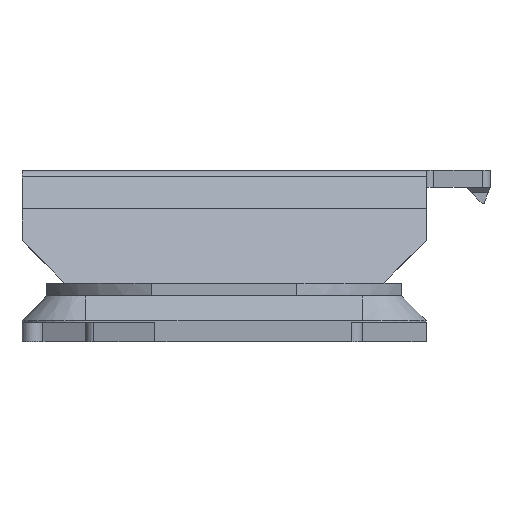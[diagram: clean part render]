
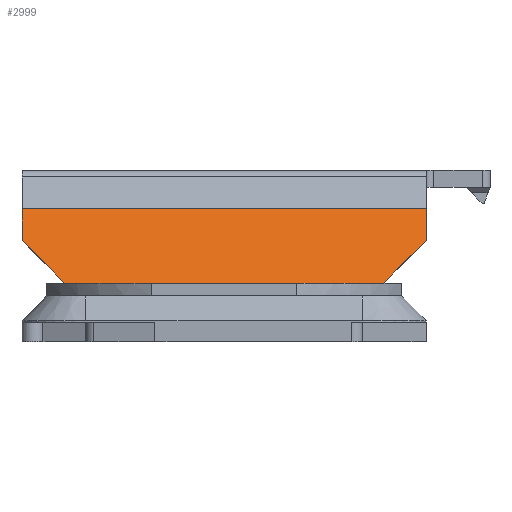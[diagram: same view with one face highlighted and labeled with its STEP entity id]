
A CAD part, front view. The second image highlights one B-rep face of the part: STEP entity #2999.
In plain terms, the highlighted planar face has unit normal (0, -0.924, 0.383).
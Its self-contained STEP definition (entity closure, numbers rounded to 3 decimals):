
#885 = PLANE('',#886);
#886 = AXIS2_PLACEMENT_3D('',#887,#888,#889);
#887 = CARTESIAN_POINT('',(-19.,0.,12.138));
#888 = DIRECTION('',(1.,0.,0.));
#889 = DIRECTION('',(0.,0.,1.));
#941 = PLANE('',#942);
#942 = AXIS2_PLACEMENT_3D('',#943,#944,#945);
#943 = CARTESIAN_POINT('',(19.,0.,12.138));
#944 = DIRECTION('',(1.,0.,0.));
#945 = DIRECTION('',(0.,0.,1.));
#1978 = VERTEX_POINT('',#1979);
#1979 = CARTESIAN_POINT('',(-19.,-11.79,9.5));
#1995 = PLANE('',#1996);
#1996 = AXIS2_PLACEMENT_3D('',#1997,#1998,#1999);
#1997 = CARTESIAN_POINT('',(-17.,-13.45,7.5));
#1998 = DIRECTION('',(0.707,0.,0.707));
#1999 = DIRECTION('',(0.,-1.,0.));
#2221 = VERTEX_POINT('',#2222);
#2222 = CARTESIAN_POINT('',(-19.,-10.545,12.5));
#2236 = PLANE('',#2237);
#2237 = AXIS2_PLACEMENT_3D('',#2238,#2239,#2240);
#2238 = CARTESIAN_POINT('',(19.,-9.075,16.1));
#2239 = DIRECTION('',(0.,-0.926,0.378
    ));
#2240 = DIRECTION('',(0.,-0.378,-0.926)
  );
#2248 = EDGE_CURVE('',#2221,#1978,#2249,.T.);
#2249 = SURFACE_CURVE('',#2250,(#2254,#2261),.PCURVE_S1.);
#2250 = LINE('',#2251,#2252);
#2251 = CARTESIAN_POINT('',(-19.,-10.545,12.5));
#2252 = VECTOR('',#2253,1.);
#2253 = DIRECTION('',(0.,-0.383,-0.924)
  );
#2254 = PCURVE('',#885,#2255);
#2255 = DEFINITIONAL_REPRESENTATION('',(#2256),#2260);
#2256 = LINE('',#2257,#2258);
#2257 = CARTESIAN_POINT('',(0.362,10.545));
#2258 = VECTOR('',#2259,1.);
#2259 = DIRECTION('',(-0.924,0.383));
#2260 = ( GEOMETRIC_REPRESENTATION_CONTEXT(2) 
PARAMETRIC_REPRESENTATION_CONTEXT() REPRESENTATION_CONTEXT('2D SPACE',''
  ) );
#2261 = PCURVE('',#2262,#2267);
#2262 = PLANE('',#2263);
#2263 = AXIS2_PLACEMENT_3D('',#2264,#2265,#2266);
#2264 = CARTESIAN_POINT('',(19.,-10.545,12.5));
#2265 = DIRECTION('',(0.,-0.924,0.383)
  );
#2266 = DIRECTION('',(0.,-0.383,-0.924)
  );
#2267 = DEFINITIONAL_REPRESENTATION('',(#2268),#2272);
#2268 = LINE('',#2269,#2270);
#2269 = CARTESIAN_POINT('',(0.,-38.));
#2270 = VECTOR('',#2271,1.);
#2271 = DIRECTION('',(1.,0.));
#2272 = ( GEOMETRIC_REPRESENTATION_CONTEXT(2) 
PARAMETRIC_REPRESENTATION_CONTEXT() REPRESENTATION_CONTEXT('2D SPACE',''
  ) );
#2334 = VERTEX_POINT('',#2335);
#2335 = CARTESIAN_POINT('',(19.,-10.545,12.5));
#2356 = EDGE_CURVE('',#2334,#2357,#2359,.T.);
#2357 = VERTEX_POINT('',#2358);
#2358 = CARTESIAN_POINT('',(19.,-11.79,9.5));
#2359 = SURFACE_CURVE('',#2360,(#2364,#2371),.PCURVE_S1.);
#2360 = LINE('',#2361,#2362);
#2361 = CARTESIAN_POINT('',(19.,-10.545,12.5));
#2362 = VECTOR('',#2363,1.);
#2363 = DIRECTION('',(0.,-0.383,-0.924)
  );
#2364 = PCURVE('',#941,#2365);
#2365 = DEFINITIONAL_REPRESENTATION('',(#2366),#2370);
#2366 = LINE('',#2367,#2368);
#2367 = CARTESIAN_POINT('',(0.362,10.545));
#2368 = VECTOR('',#2369,1.);
#2369 = DIRECTION('',(-0.924,0.383));
#2370 = ( GEOMETRIC_REPRESENTATION_CONTEXT(2) 
PARAMETRIC_REPRESENTATION_CONTEXT() REPRESENTATION_CONTEXT('2D SPACE',''
  ) );
#2371 = PCURVE('',#2262,#2372);
#2372 = DEFINITIONAL_REPRESENTATION('',(#2373),#2377);
#2373 = LINE('',#2374,#2375);
#2374 = CARTESIAN_POINT('',(0.,0.));
#2375 = VECTOR('',#2376,1.);
#2376 = DIRECTION('',(1.,0.));
#2377 = ( GEOMETRIC_REPRESENTATION_CONTEXT(2) 
PARAMETRIC_REPRESENTATION_CONTEXT() REPRESENTATION_CONTEXT('2D SPACE',''
  ) );
#2395 = PLANE('',#2396);
#2396 = AXIS2_PLACEMENT_3D('',#2397,#2398,#2399);
#2397 = CARTESIAN_POINT('',(17.,-13.45,7.5));
#2398 = DIRECTION('',(0.707,0.,-0.707
    ));
#2399 = DIRECTION('',(0.,-1.,0.));
#2923 = VERTEX_POINT('',#2924);
#2924 = CARTESIAN_POINT('',(-15.,-13.45,5.5));
#2938 = PLANE('',#2939);
#2939 = AXIS2_PLACEMENT_3D('',#2940,#2941,#2942);
#2940 = CARTESIAN_POINT('',(19.,-13.45,5.5));
#2941 = DIRECTION('',(0.,0.,-1.));
#2942 = DIRECTION('',(0.,1.,0.));
#2950 = EDGE_CURVE('',#1978,#2923,#2951,.T.);
#2951 = SURFACE_CURVE('',#2952,(#2956,#2963),.PCURVE_S1.);
#2952 = LINE('',#2953,#2954);
#2953 = CARTESIAN_POINT('',(-9.983,-15.532,
    0.483));
#2954 = VECTOR('',#2955,1.);
#2955 = DIRECTION('',(0.678,-0.282,-0.678));
#2956 = PCURVE('',#1995,#2957);
#2957 = DEFINITIONAL_REPRESENTATION('',(#2958),#2962);
#2958 = LINE('',#2959,#2960);
#2959 = CARTESIAN_POINT('',(2.082,9.923));
#2960 = VECTOR('',#2961,1.);
#2961 = DIRECTION('',(0.282,0.96));
#2962 = ( GEOMETRIC_REPRESENTATION_CONTEXT(2) 
PARAMETRIC_REPRESENTATION_CONTEXT() REPRESENTATION_CONTEXT('2D SPACE',''
  ) );
#2963 = PCURVE('',#2262,#2964);
#2964 = DEFINITIONAL_REPRESENTATION('',(#2965),#2969);
#2965 = LINE('',#2966,#2967);
#2966 = CARTESIAN_POINT('',(13.01,-28.983));
#2967 = VECTOR('',#2968,1.);
#2968 = DIRECTION('',(0.735,0.678));
#2969 = ( GEOMETRIC_REPRESENTATION_CONTEXT(2) 
PARAMETRIC_REPRESENTATION_CONTEXT() REPRESENTATION_CONTEXT('2D SPACE',''
  ) );
#2999 = ADVANCED_FACE('',(#3000),#2262,.T.);
#3000 = FACE_BOUND('',#3001,.T.);
#3001 = EDGE_LOOP('',(#3002,#3032,#3053,#3054,#3075,#3076,#3077,#3100));
#3002 = ORIENTED_EDGE('',*,*,#3003,.F.);
#3003 = EDGE_CURVE('',#3004,#3006,#3008,.T.);
#3004 = VERTEX_POINT('',#3005);
#3005 = CARTESIAN_POINT('',(15.,-13.45,5.5));
#3006 = VERTEX_POINT('',#3007);
#3007 = CARTESIAN_POINT('',(11.962,-13.45,5.5));
#3008 = SURFACE_CURVE('',#3009,(#3013,#3020),.PCURVE_S1.);
#3009 = LINE('',#3010,#3011);
#3010 = CARTESIAN_POINT('',(19.,-13.45,5.5));
#3011 = VECTOR('',#3012,1.);
#3012 = DIRECTION('',(-1.,0.,0.));
#3013 = PCURVE('',#2262,#3014);
#3014 = DEFINITIONAL_REPRESENTATION('',(#3015),#3019);
#3015 = LINE('',#3016,#3017);
#3016 = CARTESIAN_POINT('',(7.579,0.));
#3017 = VECTOR('',#3018,1.);
#3018 = DIRECTION('',(0.,-1.));
#3019 = ( GEOMETRIC_REPRESENTATION_CONTEXT(2) 
PARAMETRIC_REPRESENTATION_CONTEXT() REPRESENTATION_CONTEXT('2D SPACE',''
  ) );
#3020 = PCURVE('',#3021,#3026);
#3021 = PLANE('',#3022);
#3022 = AXIS2_PLACEMENT_3D('',#3023,#3024,#3025);
#3023 = CARTESIAN_POINT('',(19.,-13.45,5.5));
#3024 = DIRECTION('',(0.,0.,-1.));
#3025 = DIRECTION('',(0.,1.,0.));
#3026 = DEFINITIONAL_REPRESENTATION('',(#3027),#3031);
#3027 = LINE('',#3028,#3029);
#3028 = CARTESIAN_POINT('',(0.,0.));
#3029 = VECTOR('',#3030,1.);
#3030 = DIRECTION('',(0.,-1.));
#3031 = ( GEOMETRIC_REPRESENTATION_CONTEXT(2) 
PARAMETRIC_REPRESENTATION_CONTEXT() REPRESENTATION_CONTEXT('2D SPACE',''
  ) );
#3032 = ORIENTED_EDGE('',*,*,#3033,.F.);
#3033 = EDGE_CURVE('',#2357,#3004,#3034,.T.);
#3034 = SURFACE_CURVE('',#3035,(#3039,#3046),.PCURVE_S1.);
#3035 = LINE('',#3036,#3037);
#3036 = CARTESIAN_POINT('',(18.73,-11.902,
    9.23));
#3037 = VECTOR('',#3038,1.);
#3038 = DIRECTION('',(-0.678,-0.282,-0.678));
#3039 = PCURVE('',#2262,#3040);
#3040 = DEFINITIONAL_REPRESENTATION('',(#3041),#3045);
#3041 = LINE('',#3042,#3043);
#3042 = CARTESIAN_POINT('',(3.54,-0.27));
#3043 = VECTOR('',#3044,1.);
#3044 = DIRECTION('',(0.735,-0.678));
#3045 = ( GEOMETRIC_REPRESENTATION_CONTEXT(2) 
PARAMETRIC_REPRESENTATION_CONTEXT() REPRESENTATION_CONTEXT('2D SPACE',''
  ) );
#3046 = PCURVE('',#2395,#3047);
#3047 = DEFINITIONAL_REPRESENTATION('',(#3048),#3052);
#3048 = LINE('',#3049,#3050);
#3049 = CARTESIAN_POINT('',(-1.548,-2.447));
#3050 = VECTOR('',#3051,1.);
#3051 = DIRECTION('',(0.282,0.96));
#3052 = ( GEOMETRIC_REPRESENTATION_CONTEXT(2) 
PARAMETRIC_REPRESENTATION_CONTEXT() REPRESENTATION_CONTEXT('2D SPACE',''
  ) );
#3053 = ORIENTED_EDGE('',*,*,#2356,.F.);
#3054 = ORIENTED_EDGE('',*,*,#3055,.T.);
#3055 = EDGE_CURVE('',#2334,#2221,#3056,.T.);
#3056 = SURFACE_CURVE('',#3057,(#3061,#3068),.PCURVE_S1.);
#3057 = LINE('',#3058,#3059);
#3058 = CARTESIAN_POINT('',(19.,-10.545,12.5));
#3059 = VECTOR('',#3060,1.);
#3060 = DIRECTION('',(-1.,0.,0.));
#3061 = PCURVE('',#2262,#3062);
#3062 = DEFINITIONAL_REPRESENTATION('',(#3063),#3067);
#3063 = LINE('',#3064,#3065);
#3064 = CARTESIAN_POINT('',(0.,0.));
#3065 = VECTOR('',#3066,1.);
#3066 = DIRECTION('',(0.,-1.));
#3067 = ( GEOMETRIC_REPRESENTATION_CONTEXT(2) 
PARAMETRIC_REPRESENTATION_CONTEXT() REPRESENTATION_CONTEXT('2D SPACE',''
  ) );
#3068 = PCURVE('',#2236,#3069);
#3069 = DEFINITIONAL_REPRESENTATION('',(#3070),#3074);
#3070 = LINE('',#3071,#3072);
#3071 = CARTESIAN_POINT('',(3.889,0.));
#3072 = VECTOR('',#3073,1.);
#3073 = DIRECTION('',(0.,-1.));
#3074 = ( GEOMETRIC_REPRESENTATION_CONTEXT(2) 
PARAMETRIC_REPRESENTATION_CONTEXT() REPRESENTATION_CONTEXT('2D SPACE',''
  ) );
#3075 = ORIENTED_EDGE('',*,*,#2248,.T.);
#3076 = ORIENTED_EDGE('',*,*,#2950,.T.);
#3077 = ORIENTED_EDGE('',*,*,#3078,.F.);
#3078 = EDGE_CURVE('',#3079,#2923,#3081,.T.);
#3079 = VERTEX_POINT('',#3080);
#3080 = CARTESIAN_POINT('',(-11.962,-13.45,5.5));
#3081 = SURFACE_CURVE('',#3082,(#3086,#3093),.PCURVE_S1.);
#3082 = LINE('',#3083,#3084);
#3083 = CARTESIAN_POINT('',(19.,-13.45,5.5));
#3084 = VECTOR('',#3085,1.);
#3085 = DIRECTION('',(-1.,0.,0.));
#3086 = PCURVE('',#2262,#3087);
#3087 = DEFINITIONAL_REPRESENTATION('',(#3088),#3092);
#3088 = LINE('',#3089,#3090);
#3089 = CARTESIAN_POINT('',(7.579,0.));
#3090 = VECTOR('',#3091,1.);
#3091 = DIRECTION('',(0.,-1.));
#3092 = ( GEOMETRIC_REPRESENTATION_CONTEXT(2) 
PARAMETRIC_REPRESENTATION_CONTEXT() REPRESENTATION_CONTEXT('2D SPACE',''
  ) );
#3093 = PCURVE('',#2938,#3094);
#3094 = DEFINITIONAL_REPRESENTATION('',(#3095),#3099);
#3095 = LINE('',#3096,#3097);
#3096 = CARTESIAN_POINT('',(0.,0.));
#3097 = VECTOR('',#3098,1.);
#3098 = DIRECTION('',(0.,-1.));
#3099 = ( GEOMETRIC_REPRESENTATION_CONTEXT(2) 
PARAMETRIC_REPRESENTATION_CONTEXT() REPRESENTATION_CONTEXT('2D SPACE',''
  ) );
#3100 = ORIENTED_EDGE('',*,*,#3101,.F.);
#3101 = EDGE_CURVE('',#3006,#3079,#3102,.T.);
#3102 = SURFACE_CURVE('',#3103,(#3107,#3114),.PCURVE_S1.);
#3103 = LINE('',#3104,#3105);
#3104 = CARTESIAN_POINT('',(19.,-13.45,5.5));
#3105 = VECTOR('',#3106,1.);
#3106 = DIRECTION('',(-1.,0.,0.));
#3107 = PCURVE('',#2262,#3108);
#3108 = DEFINITIONAL_REPRESENTATION('',(#3109),#3113);
#3109 = LINE('',#3110,#3111);
#3110 = CARTESIAN_POINT('',(7.579,0.));
#3111 = VECTOR('',#3112,1.);
#3112 = DIRECTION('',(0.,-1.));
#3113 = ( GEOMETRIC_REPRESENTATION_CONTEXT(2) 
PARAMETRIC_REPRESENTATION_CONTEXT() REPRESENTATION_CONTEXT('2D SPACE',''
  ) );
#3114 = PCURVE('',#3115,#3120);
#3115 = PLANE('',#3116);
#3116 = AXIS2_PLACEMENT_3D('',#3117,#3118,#3119);
#3117 = CARTESIAN_POINT('',(0.,0.,5.5)
  );
#3118 = DIRECTION('',(0.,0.,1.));
#3119 = DIRECTION('',(1.,0.,0.));
#3120 = DEFINITIONAL_REPRESENTATION('',(#3121),#3125);
#3121 = LINE('',#3122,#3123);
#3122 = CARTESIAN_POINT('',(19.,-13.45));
#3123 = VECTOR('',#3124,1.);
#3124 = DIRECTION('',(-1.,0.));
#3125 = ( GEOMETRIC_REPRESENTATION_CONTEXT(2) 
PARAMETRIC_REPRESENTATION_CONTEXT() REPRESENTATION_CONTEXT('2D SPACE',''
  ) );
